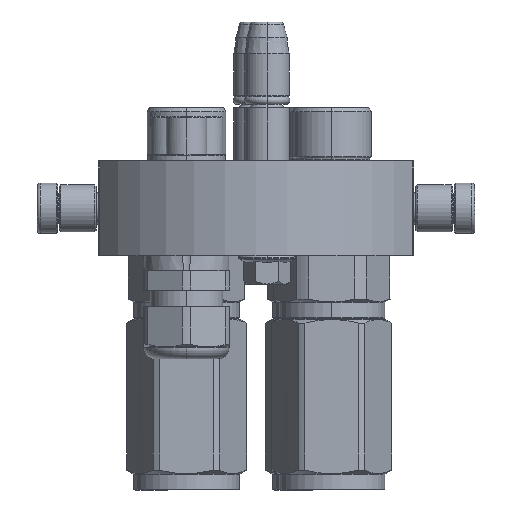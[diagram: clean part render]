
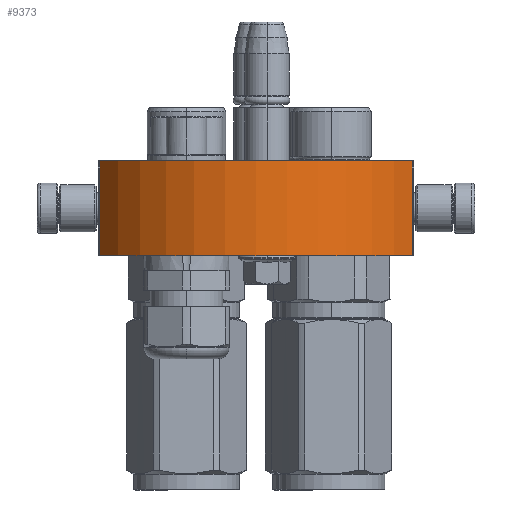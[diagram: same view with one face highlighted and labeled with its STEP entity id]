
A CAD part, left-side view. The second image highlights one B-rep face of the part: STEP entity #9373.
In plain terms, the highlighted cylindrical face has radius 57.25 mm (diameter 114.5 mm), a partial arc.
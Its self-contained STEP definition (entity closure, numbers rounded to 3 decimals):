
#124 = DIRECTION ( 'NONE',  ( 0., 1., 0. ) ) ;
#4485 = VECTOR ( 'NONE', #124, 1000. ) ;
#7166 = AXIS2_PLACEMENT_3D ( 'NONE', #34811, #18411, #45876 ) ;
#7757 = EDGE_LOOP ( 'NONE', ( #32622, #13931, #38686, #29938 ) ) ;
#9373 = ADVANCED_FACE ( 'NONE', ( #21802 ), #18106, .T. ) ;
#9788 = LINE ( 'NONE', #44052, #34357 ) ;
#12466 = DIRECTION ( 'NONE',  ( 0.865, 0., -0.502 ) ) ;
#13436 = VERTEX_POINT ( 'NONE', #39241 ) ;
#13583 = CARTESIAN_POINT ( 'NONE',  ( 0., 0., 0. ) ) ;
#13931 = ORIENTED_EDGE ( 'NONE', *, *, #25208, .F. ) ;
#18106 = CYLINDRICAL_SURFACE ( 'NONE', #19803, 57.25 ) ;
#18411 = DIRECTION ( 'NONE',  ( 0., 1., 0. ) ) ;
#18628 = CARTESIAN_POINT ( 'NONE',  ( 49.5, 0., -28.763 ) ) ;
#19803 = AXIS2_PLACEMENT_3D ( 'NONE', #13583, #38209, #45821 ) ;
#20658 = AXIS2_PLACEMENT_3D ( 'NONE', #43876, #47985, #12466 ) ;
#21802 = FACE_OUTER_BOUND ( 'NONE', #7757, .T. ) ;
#25208 = EDGE_CURVE ( 'NONE', #49256, #25589, #26010, .T. ) ;
#25432 = CARTESIAN_POINT ( 'NONE',  ( 49.5, 0., -28.763 ) ) ;
#25589 = VERTEX_POINT ( 'NONE', #43716 ) ;
#26010 = LINE ( 'NONE', #18628, #4485 ) ;
#27182 = EDGE_CURVE ( 'NONE', #13436, #35811, #9788, .T. ) ;
#29648 = CARTESIAN_POINT ( 'NONE',  ( -49.5, 30., -28.763 ) ) ;
#29938 = ORIENTED_EDGE ( 'NONE', *, *, #27182, .T. ) ;
#32622 = ORIENTED_EDGE ( 'NONE', *, *, #48463, .F. ) ;
#34357 = VECTOR ( 'NONE', #47990, 1000. ) ;
#34811 = CARTESIAN_POINT ( 'NONE',  ( 0., 0., 0. ) ) ;
#35811 = VERTEX_POINT ( 'NONE', #29648 ) ;
#38209 = DIRECTION ( 'NONE',  ( 0., -1., 0. ) ) ;
#38686 = ORIENTED_EDGE ( 'NONE', *, *, #44028, .T. ) ;
#39241 = CARTESIAN_POINT ( 'NONE',  ( -49.5, 0., -28.763 ) ) ;
#41315 = CIRCLE ( 'NONE', #20658, 57.25 ) ;
#43716 = CARTESIAN_POINT ( 'NONE',  ( 49.5, 30., -28.763 ) ) ;
#43876 = CARTESIAN_POINT ( 'NONE',  ( 0., 30., 0. ) ) ;
#44028 = EDGE_CURVE ( 'NONE', #49256, #13436, #48611, .T. ) ;
#44052 = CARTESIAN_POINT ( 'NONE',  ( -49.5, 0., -28.763 ) ) ;
#45821 = DIRECTION ( 'NONE',  ( 1., 0., 0. ) ) ;
#45876 = DIRECTION ( 'NONE',  ( 0.865, 0., -0.502 ) ) ;
#47985 = DIRECTION ( 'NONE',  ( 0., 1., 0. ) ) ;
#47990 = DIRECTION ( 'NONE',  ( 0., 1., 0. ) ) ;
#48463 = EDGE_CURVE ( 'NONE', #25589, #35811, #41315, .T. ) ;
#48611 = CIRCLE ( 'NONE', #7166, 57.25 ) ;
#49256 = VERTEX_POINT ( 'NONE', #25432 ) ;
